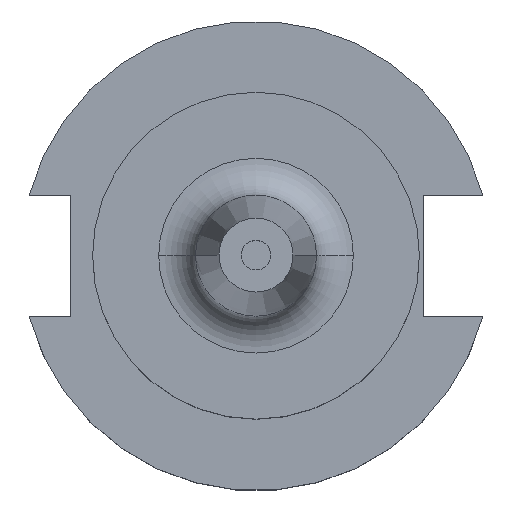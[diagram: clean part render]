
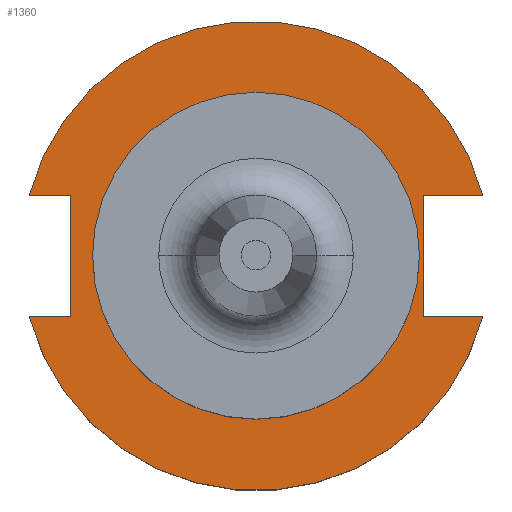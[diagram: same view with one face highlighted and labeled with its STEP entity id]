
A CAD part, top view. The second image highlights one B-rep face of the part: STEP entity #1360.
In plain terms, the highlighted planar face has unit normal (0, 0, 1).
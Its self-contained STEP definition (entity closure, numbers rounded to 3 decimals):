
#31 = VERTEX_POINT ( 'NONE', #1094 ) ;
#39 = EDGE_CURVE ( 'NONE', #953, #190, #249, .T. ) ;
#62 = CARTESIAN_POINT ( 'NONE',  ( 22.606, 22.1, 19.05 ) ) ;
#89 = CIRCLE ( 'NONE', #156, 22.1 ) ;
#101 = VERTEX_POINT ( 'NONE', #1539 ) ;
#123 = EDGE_LOOP ( 'NONE', ( #1163, #212 ) ) ;
#141 = CARTESIAN_POINT ( 'NONE',  ( -25.091, 8.191, 19.05 ) ) ;
#145 = VERTEX_POINT ( 'NONE', #1048 ) ;
#156 = AXIS2_PLACEMENT_3D ( 'NONE', #1407, #1399, #1391 ) ;
#179 = VECTOR ( 'NONE', #756, 1000. ) ;
#190 = VERTEX_POINT ( 'NONE', #1060 ) ;
#195 = DIRECTION ( 'NONE',  ( 0., 0., 1. ) ) ;
#199 = LINE ( 'NONE', #1151, #1182 ) ;
#212 = ORIENTED_EDGE ( 'NONE', *, *, #790, .F. ) ;
#236 = VERTEX_POINT ( 'NONE', #843 ) ;
#249 = CIRCLE ( 'NONE', #1377, 31.75 ) ;
#269 = FACE_BOUND ( 'NONE', #123, .T. ) ;
#280 = ORIENTED_EDGE ( 'NONE', *, *, #1132, .T. ) ;
#283 = VERTEX_POINT ( 'NONE', #1449 ) ;
#289 = VECTOR ( 'NONE', #480, 1000. ) ;
#307 = LINE ( 'NONE', #991, #1610 ) ;
#311 = EDGE_CURVE ( 'NONE', #796, #101, #942, .T. ) ;
#340 = CARTESIAN_POINT ( 'NONE',  ( 0., 22.1, 19.05 ) ) ;
#406 = EDGE_CURVE ( 'NONE', #283, #1108, #1323, .T. ) ;
#426 = CARTESIAN_POINT ( 'NONE',  ( 30.675, 8.191, 19.05 ) ) ;
#456 = EDGE_CURVE ( 'NONE', #190, #556, #1129, .T. ) ;
#459 = DIRECTION ( 'NONE',  ( 0., 1., 0. ) ) ;
#480 = DIRECTION ( 'NONE',  ( -1., 0., 0. ) ) ;
#556 = VERTEX_POINT ( 'NONE', #141 ) ;
#564 = LINE ( 'NONE', #978, #179 ) ;
#625 = DIRECTION ( 'NONE',  ( 1., 0., 0. ) ) ;
#631 = CARTESIAN_POINT ( 'NONE',  ( -61.091, 8.191, 19.05 ) ) ;
#756 = DIRECTION ( 'NONE',  ( 1., 0., 0. ) ) ;
#777 = DIRECTION ( 'NONE',  ( 1., 0., 0. ) ) ;
#790 = EDGE_CURVE ( 'NONE', #31, #145, #89, .T. ) ;
#796 = VERTEX_POINT ( 'NONE', #1411 ) ;
#823 = VECTOR ( 'NONE', #625, 1000. ) ;
#839 = PLANE ( 'NONE',  #1294 ) ;
#843 = CARTESIAN_POINT ( 'NONE',  ( -25.091, -8.191, 19.05 ) ) ;
#844 = ORIENTED_EDGE ( 'NONE', *, *, #406, .T. ) ;
#852 = EDGE_CURVE ( 'NONE', #796, #236, #307, .T. ) ;
#876 = EDGE_LOOP ( 'NONE', ( #280, #1336, #1374, #1552, #844, #1227, #1566, #1535 ) ) ;
#877 = CARTESIAN_POINT ( 'NONE',  ( 0., 0., 19.05 ) ) ;
#942 = CIRCLE ( 'NONE', #1305, 31.75 ) ;
#953 = VERTEX_POINT ( 'NONE', #426 ) ;
#963 = DIRECTION ( 'NONE',  ( 1., 0., 0. ) ) ;
#972 = AXIS2_PLACEMENT_3D ( 'NONE', #1405, #1396, #1368 ) ;
#978 = CARTESIAN_POINT ( 'NONE',  ( 0., -8.191, 19.05 ) ) ;
#991 = CARTESIAN_POINT ( 'NONE',  ( -61.091, -8.191, 19.05 ) ) ;
#1011 = DIRECTION ( 'NONE',  ( -1., 0., 0. ) ) ;
#1048 = CARTESIAN_POINT ( 'NONE',  ( 22.1, 0., 19.05 ) ) ;
#1060 = CARTESIAN_POINT ( 'NONE',  ( -30.675, 8.191, 19.05 ) ) ;
#1076 = EDGE_CURVE ( 'NONE', #953, #1108, #1310, .T. ) ;
#1094 = CARTESIAN_POINT ( 'NONE',  ( -22.1, 0., 19.05 ) ) ;
#1107 = EDGE_CURVE ( 'NONE', #145, #31, #1214, .T. ) ;
#1108 = VERTEX_POINT ( 'NONE', #1508 ) ;
#1129 = LINE ( 'NONE', #631, #823 ) ;
#1132 = EDGE_CURVE ( 'NONE', #556, #236, #199, .T. ) ;
#1137 = DIRECTION ( 'NONE',  ( 0., -1., 0. ) ) ;
#1151 = CARTESIAN_POINT ( 'NONE',  ( -25.091, 8.191, 19.05 ) ) ;
#1163 = ORIENTED_EDGE ( 'NONE', *, *, #1107, .F. ) ;
#1182 = VECTOR ( 'NONE', #1137, 1000. ) ;
#1214 = CIRCLE ( 'NONE', #972, 22.1 ) ;
#1227 = ORIENTED_EDGE ( 'NONE', *, *, #1076, .F. ) ;
#1233 = CARTESIAN_POINT ( 'NONE',  ( 0., 8.191, 19.05 ) ) ;
#1235 = DIRECTION ( 'NONE',  ( 0., 0., -1. ) ) ;
#1294 = AXIS2_PLACEMENT_3D ( 'NONE', #340, #1235, #1011 ) ;
#1305 = AXIS2_PLACEMENT_3D ( 'NONE', #1516, #1435, #1404 ) ;
#1310 = LINE ( 'NONE', #1233, #289 ) ;
#1323 = LINE ( 'NONE', #62, #1546 ) ;
#1336 = ORIENTED_EDGE ( 'NONE', *, *, #852, .F. ) ;
#1360 = ADVANCED_FACE ( 'NONE', ( #269, #1543 ), #839, .F. ) ;
#1368 = DIRECTION ( 'NONE',  ( 1., 0., 0. ) ) ;
#1369 = EDGE_CURVE ( 'NONE', #283, #101, #564, .T. ) ;
#1374 = ORIENTED_EDGE ( 'NONE', *, *, #311, .T. ) ;
#1377 = AXIS2_PLACEMENT_3D ( 'NONE', #877, #195, #777 ) ;
#1391 = DIRECTION ( 'NONE',  ( 1., 0., 0. ) ) ;
#1396 = DIRECTION ( 'NONE',  ( 0., 0., 1. ) ) ;
#1399 = DIRECTION ( 'NONE',  ( 0., 0., 1. ) ) ;
#1404 = DIRECTION ( 'NONE',  ( 1., 0., 0. ) ) ;
#1405 = CARTESIAN_POINT ( 'NONE',  ( 0., 0., 19.05 ) ) ;
#1407 = CARTESIAN_POINT ( 'NONE',  ( 0., 0., 19.05 ) ) ;
#1411 = CARTESIAN_POINT ( 'NONE',  ( -30.675, -8.191, 19.05 ) ) ;
#1435 = DIRECTION ( 'NONE',  ( 0., 0., 1. ) ) ;
#1449 = CARTESIAN_POINT ( 'NONE',  ( 22.606, -8.191, 19.05 ) ) ;
#1508 = CARTESIAN_POINT ( 'NONE',  ( 22.606, 8.191, 19.05 ) ) ;
#1516 = CARTESIAN_POINT ( 'NONE',  ( 0., 0., 19.05 ) ) ;
#1535 = ORIENTED_EDGE ( 'NONE', *, *, #456, .T. ) ;
#1539 = CARTESIAN_POINT ( 'NONE',  ( 30.675, -8.191, 19.05 ) ) ;
#1543 = FACE_OUTER_BOUND ( 'NONE', #876, .T. ) ;
#1546 = VECTOR ( 'NONE', #459, 1000. ) ;
#1552 = ORIENTED_EDGE ( 'NONE', *, *, #1369, .F. ) ;
#1566 = ORIENTED_EDGE ( 'NONE', *, *, #39, .T. ) ;
#1610 = VECTOR ( 'NONE', #963, 1000. ) ;
